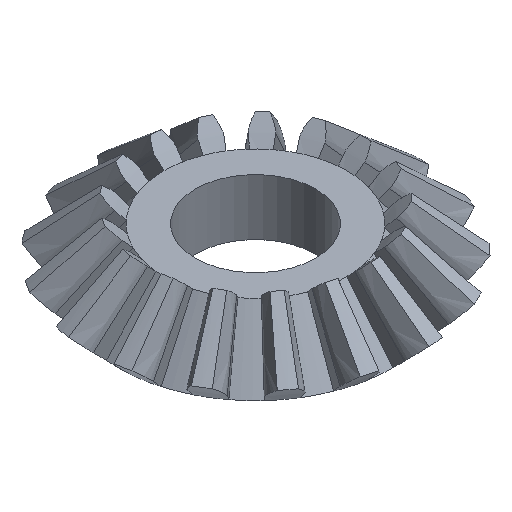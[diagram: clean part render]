
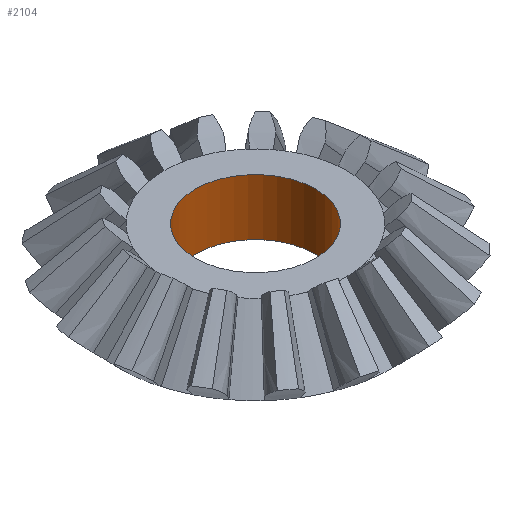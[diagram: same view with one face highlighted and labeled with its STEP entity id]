
A CAD part, isometric view. The second image highlights one B-rep face of the part: STEP entity #2104.
In plain terms, the highlighted cylindrical face has radius 2.5 mm (diameter 5 mm), a full revolution.
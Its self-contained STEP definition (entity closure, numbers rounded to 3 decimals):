
#448=FACE_OUTER_BOUND('',#587,.T.);
#587=EDGE_LOOP('',(#1383,#1384,#1385,#1386));
#728=LINE('',#2644,#729);
#729=VECTOR('',#2391,2.5);
#730=CIRCLE('',#2259,2.5);
#731=CIRCLE('',#2260,2.5);
#800=VERTEX_POINT('',#2641);
#801=VERTEX_POINT('',#2643);
#1023=EDGE_CURVE('',#800,#800,#730,.T.);
#1024=EDGE_CURVE('',#800,#801,#728,.T.);
#1025=EDGE_CURVE('',#801,#801,#731,.T.);
#1383=ORIENTED_EDGE('',*,*,#1023,.F.);
#1384=ORIENTED_EDGE('',*,*,#1024,.T.);
#1385=ORIENTED_EDGE('',*,*,#1025,.F.);
#1386=ORIENTED_EDGE('',*,*,#1024,.F.);
#2103=CYLINDRICAL_SURFACE('',#2258,2.5);
#2104=ADVANCED_FACE('',(#448),#2103,.F.);
#2258=AXIS2_PLACEMENT_3D('',#2640,#2387,#2388);
#2259=AXIS2_PLACEMENT_3D('',#2642,#2389,#2390);
#2260=AXIS2_PLACEMENT_3D('',#2645,#2392,#2393);
#2387=DIRECTION('center_axis',(-0.707,0.,-0.707));
#2388=DIRECTION('ref_axis',(-0.707,0.,0.707));
#2389=DIRECTION('center_axis',(-0.707,0.,-0.707));
#2390=DIRECTION('ref_axis',(-0.707,0.,0.707));
#2391=DIRECTION('',(-0.707,0.,-0.707));
#2392=DIRECTION('center_axis',(0.707,0.,0.707));
#2393=DIRECTION('ref_axis',(-0.707,0.,0.707));
#2640=CARTESIAN_POINT('Origin',(3.056,0.,5.697));
#2641=CARTESIAN_POINT('',(4.824,0.,3.929));
#2642=CARTESIAN_POINT('Origin',(3.056,0.,5.697));
#2643=CARTESIAN_POINT('',(3.166,0.,2.271));
#2644=CARTESIAN_POINT('',(4.824,0.,3.929));
#2645=CARTESIAN_POINT('Origin',(1.398,0.,4.039));
